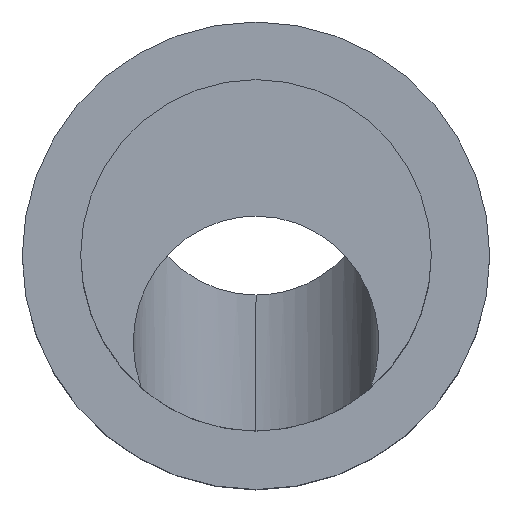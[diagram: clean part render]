
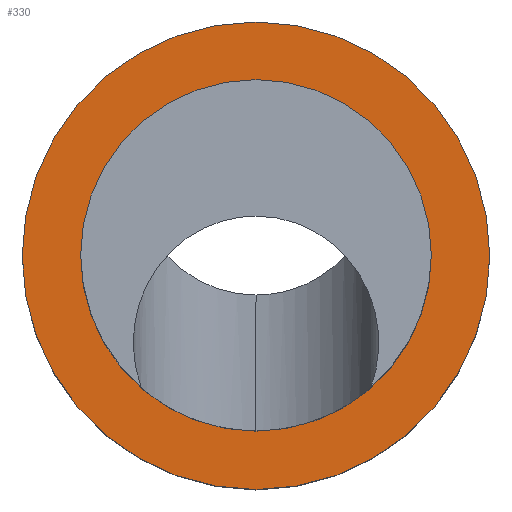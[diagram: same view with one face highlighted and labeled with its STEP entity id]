
A CAD part, top view. The second image highlights one B-rep face of the part: STEP entity #330.
In plain terms, the highlighted planar face has unit normal (0, 0, 1).
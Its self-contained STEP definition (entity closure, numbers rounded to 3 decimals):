
#2 = CIRCLE ( 'NONE', #190, 3. ) ;
#4 = EDGE_CURVE ( 'NONE', #163, #214, #2, .T. ) ;
#14 = VERTEX_POINT ( 'NONE', #275 ) ;
#17 = DIRECTION ( 'NONE',  ( 1., 0., 0. ) ) ;
#18 = DIRECTION ( 'NONE',  ( 1., 0., 0. ) ) ;
#22 = CARTESIAN_POINT ( 'NONE',  ( 0., 0., 4. ) ) ;
#42 = CARTESIAN_POINT ( 'NONE',  ( 0., 0., 4. ) ) ;
#44 = CARTESIAN_POINT ( 'NONE',  ( -3., 0., 4. ) ) ;
#50 = ORIENTED_EDGE ( 'NONE', *, *, #85, .F. ) ;
#60 = PLANE ( 'NONE',  #70 ) ;
#70 = AXIS2_PLACEMENT_3D ( 'NONE', #265, #89, #134 ) ;
#74 = ORIENTED_EDGE ( 'NONE', *, *, #4, .F. ) ;
#81 = DIRECTION ( 'NONE',  ( 0., 0., 1. ) ) ;
#85 = EDGE_CURVE ( 'NONE', #214, #163, #223, .T. ) ;
#89 = DIRECTION ( 'NONE',  ( 0., 0., 1. ) ) ;
#118 = EDGE_LOOP ( 'NONE', ( #74, #50 ) ) ;
#125 = DIRECTION ( 'NONE',  ( 1., 0., 0. ) ) ;
#129 = CIRCLE ( 'NONE', #139, 4. ) ;
#134 = DIRECTION ( 'NONE',  ( 1., 0., 0. ) ) ;
#139 = AXIS2_PLACEMENT_3D ( 'NONE', #42, #144, #17 ) ;
#143 = ORIENTED_EDGE ( 'NONE', *, *, #159, .T. ) ;
#144 = DIRECTION ( 'NONE',  ( 0., 0., 1. ) ) ;
#159 = EDGE_CURVE ( 'NONE', #178, #14, #306, .T. ) ;
#163 = VERTEX_POINT ( 'NONE', #336 ) ;
#165 = DIRECTION ( 'NONE',  ( 0., 0., 1. ) ) ;
#177 = ORIENTED_EDGE ( 'NONE', *, *, #262, .T. ) ;
#178 = VERTEX_POINT ( 'NONE', #234 ) ;
#184 = FACE_BOUND ( 'NONE', #118, .T. ) ;
#185 = AXIS2_PLACEMENT_3D ( 'NONE', #22, #208, #125 ) ;
#190 = AXIS2_PLACEMENT_3D ( 'NONE', #224, #165, #18 ) ;
#208 = DIRECTION ( 'NONE',  ( 0., 0., 1. ) ) ;
#214 = VERTEX_POINT ( 'NONE', #44 ) ;
#223 = CIRCLE ( 'NONE', #232, 3. ) ;
#224 = CARTESIAN_POINT ( 'NONE',  ( 0., 0., 4. ) ) ;
#232 = AXIS2_PLACEMENT_3D ( 'NONE', #340, #81, #263 ) ;
#234 = CARTESIAN_POINT ( 'NONE',  ( 4., 0., 4. ) ) ;
#254 = EDGE_LOOP ( 'NONE', ( #177, #143 ) ) ;
#262 = EDGE_CURVE ( 'NONE', #14, #178, #129, .T. ) ;
#263 = DIRECTION ( 'NONE',  ( 1., 0., 0. ) ) ;
#265 = CARTESIAN_POINT ( 'NONE',  ( 0., 0., 4. ) ) ;
#266 = FACE_OUTER_BOUND ( 'NONE', #254, .T. ) ;
#275 = CARTESIAN_POINT ( 'NONE',  ( -4., 0., 4. ) ) ;
#306 = CIRCLE ( 'NONE', #185, 4. ) ;
#330 = ADVANCED_FACE ( 'NONE', ( #184, #266 ), #60, .T. ) ;
#336 = CARTESIAN_POINT ( 'NONE',  ( 3., 0., 4. ) ) ;
#340 = CARTESIAN_POINT ( 'NONE',  ( 0., 0., 4. ) ) ;
